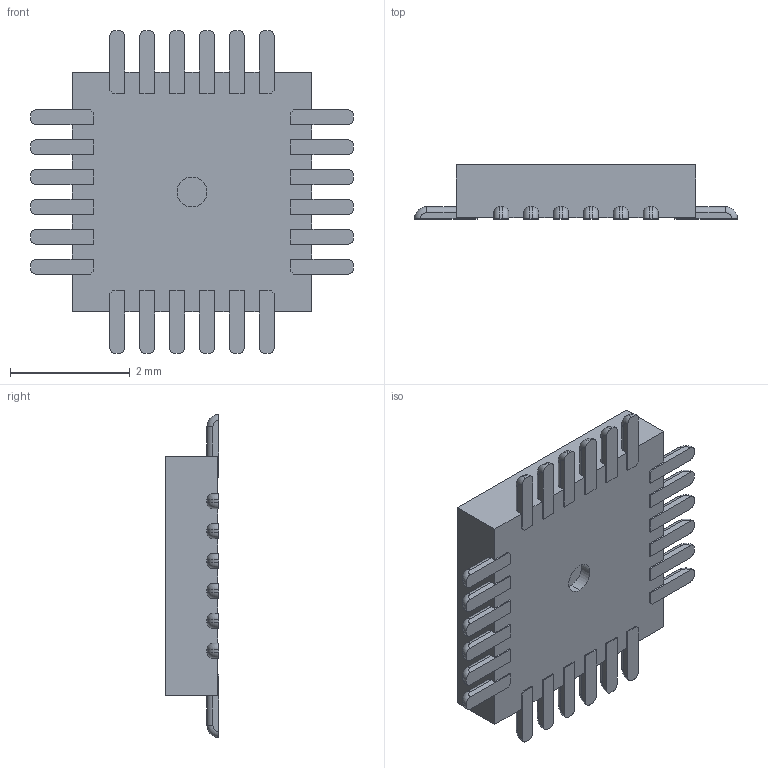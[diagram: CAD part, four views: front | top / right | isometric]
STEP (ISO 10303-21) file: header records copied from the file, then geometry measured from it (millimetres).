
FILE_DESCRIPTION (( 'STEP AP203' ), '1' );
FILE_NAME ('sensor chip_Default_sldprt.STEP', '2022-02-22T13:18:13', ( '' ), ( '' ), 'SwSTEP 2.0', 'SolidWorks 2021', '' );
FILE_SCHEMA (( 'CONFIG_CONTROL_DESIGN' ));
Length unit declared in the file: millimetre
Products named in the file (1): sensor chip_Default_sldprt
Bounding box: 5.4 x 0.9 x 5.4 mm (x, y, z)
Volume: 14.8 mm3; surface area: 59.4 mm2
Topology: 1 solids, 1 shells, 257 faces, 714 edges, 460 vertices
Faces by surface type: plane 135, cylinder 74, torus 48
Entity records: 8305 total; most frequent: DIRECTION 1474, CARTESIAN_POINT 1432, ORIENTED_EDGE 1428, EDGE_CURVE 714, AXIS2_PLACEMENT_3D 502, VECTOR 470, LINE 470, VERTEX_POINT 460
